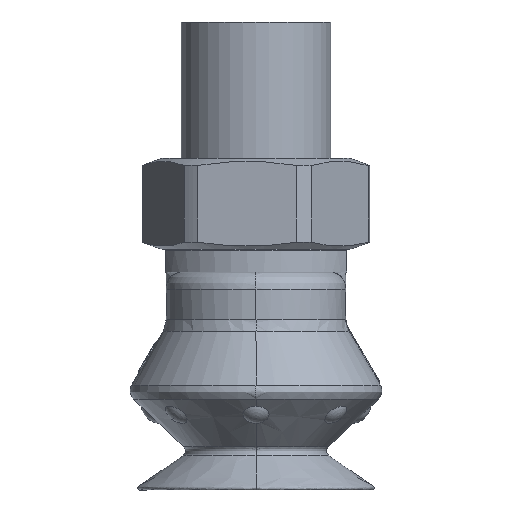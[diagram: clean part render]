
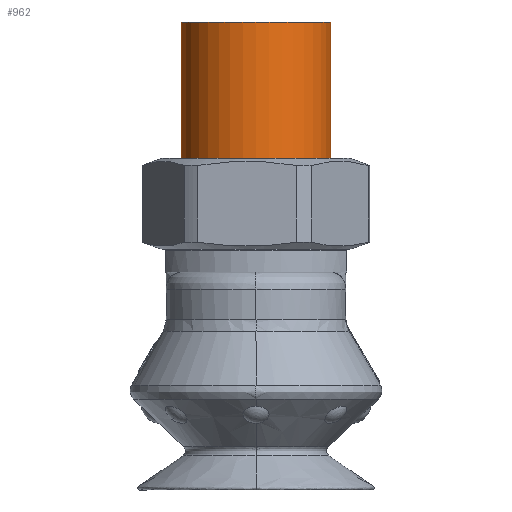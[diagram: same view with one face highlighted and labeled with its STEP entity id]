
A CAD part, front view. The second image highlights one B-rep face of the part: STEP entity #962.
In plain terms, the highlighted cylindrical face has radius 6.579 mm (diameter 13.157 mm), a full revolution.
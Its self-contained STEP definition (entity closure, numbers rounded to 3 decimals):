
#962 = ADVANCED_FACE( '', ( #2009, #2010 ), #2011, .T. );
#2009 = FACE_OUTER_BOUND( '', #9441, .T. );
#2010 = FACE_OUTER_BOUND( '', #9442, .T. );
#2011 = CYLINDRICAL_SURFACE( '', #9443, 6.579 );
#9441 = EDGE_LOOP( '', ( #15064 ) );
#9442 = EDGE_LOOP( '', ( #15065 ) );
#9443 = AXIS2_PLACEMENT_3D( '', #15066, #15067, #15068 );
#15064 = ORIENTED_EDGE( '', *, *, #17131, .T. );
#15065 = ORIENTED_EDGE( '', *, *, #16331, .F. );
#15066 = CARTESIAN_POINT( '', ( 0., 0., 13.77 ) );
#15067 = DIRECTION( '', ( 0., 0., 1. ) );
#15068 = DIRECTION( '', ( -1., 0., 0. ) );
#16331 = EDGE_CURVE( '', #17748, #17748, #17749, .T. );
#17131 = EDGE_CURVE( '', #18894, #18894, #18895, .T. );
#17748 = VERTEX_POINT( '', #20884 );
#17749 = CIRCLE( '', #20885, 6.579 );
#18894 = VERTEX_POINT( '', #25569 );
#18895 = CIRCLE( '', #25570, 6.579 );
#20884 = CARTESIAN_POINT( '', ( -6.579, 0., 8.002 ) );
#20885 = AXIS2_PLACEMENT_3D( '', #26098, #26099, #26100 );
#25569 = CARTESIAN_POINT( '', ( -6.579, 0., 26.002 ) );
#25570 = AXIS2_PLACEMENT_3D( '', #26556, #26557, #26558 );
#26098 = CARTESIAN_POINT( '', ( 0., 0., 8.002 ) );
#26099 = DIRECTION( '', ( 0., 0., -1. ) );
#26100 = DIRECTION( '', ( -1., 0., 0. ) );
#26556 = CARTESIAN_POINT( '', ( 0., 0., 26.002 ) );
#26557 = DIRECTION( '', ( 0., 0., -1. ) );
#26558 = DIRECTION( '', ( -1., 0., 0. ) );
